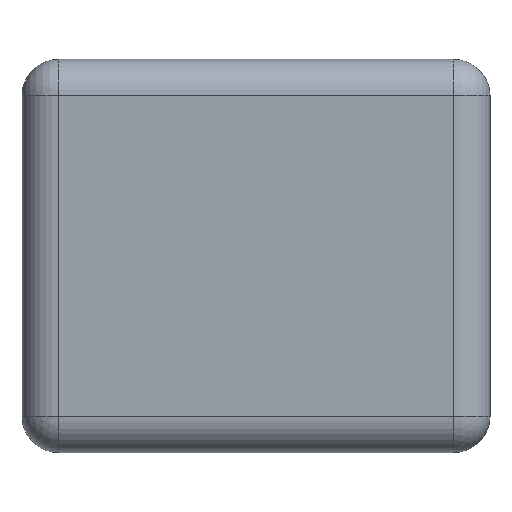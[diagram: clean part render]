
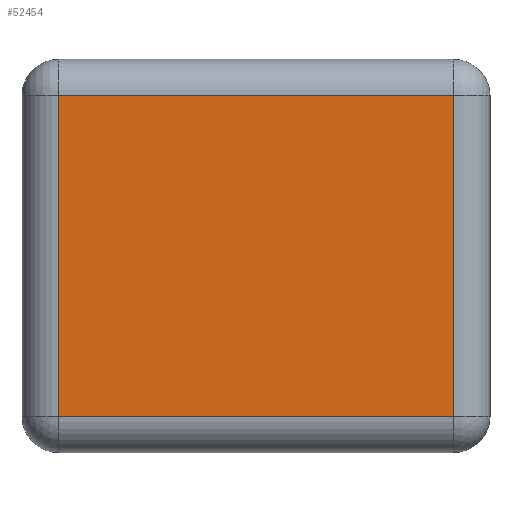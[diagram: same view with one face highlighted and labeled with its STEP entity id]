
A CAD part, front view. The second image highlights one B-rep face of the part: STEP entity #52454.
In plain terms, the highlighted planar face has unit normal (0, -1, 0).
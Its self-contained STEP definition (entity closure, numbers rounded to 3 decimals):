
#342 = EDGE_CURVE ( 'NONE', #70064, #68982, #74643, .T. ) ;
#863 = CARTESIAN_POINT ( 'NONE',  ( 433.631, -324.674, -351.535 ) ) ;
#2676 = CARTESIAN_POINT ( 'NONE',  ( 433.631, -324.674, -351.535 ) ) ;
#9429 = DIRECTION ( 'NONE',  ( 0., 0., 1. ) ) ;
#10470 = CARTESIAN_POINT ( 'NONE',  ( -433.631, -324.674, 351.535 ) ) ;
#12592 = ORIENTED_EDGE ( 'NONE', *, *, #46459, .T. ) ;
#17008 = DIRECTION ( 'NONE',  ( 1., 0., 0. ) ) ;
#17260 = AXIS2_PLACEMENT_3D ( 'NONE', #17304, #46568, #75826 ) ;
#17304 = CARTESIAN_POINT ( 'NONE',  ( 433.631, -324.674, -351.535 ) ) ;
#17710 = ORIENTED_EDGE ( 'NONE', *, *, #342, .T. ) ;
#18452 = LINE ( 'NONE', #63042, #76093 ) ;
#37221 = VECTOR ( 'NONE', #9429, 1000. ) ;
#41221 = DIRECTION ( 'NONE',  ( -1., 0., 0. ) ) ;
#41628 = EDGE_CURVE ( 'NONE', #91217, #70064, #73600, .T. ) ;
#44997 = CARTESIAN_POINT ( 'NONE',  ( 433.631, -324.674, 351.535 ) ) ;
#46459 = EDGE_CURVE ( 'NONE', #68982, #69011, #78171, .T. ) ;
#46568 = DIRECTION ( 'NONE',  ( 0., -1., 0. ) ) ;
#52454 = ADVANCED_FACE ( 'NONE', ( #90222 ), #83067, .T. ) ;
#53147 = EDGE_LOOP ( 'NONE', ( #57655, #63187, #17710, #12592 ) ) ;
#57655 = ORIENTED_EDGE ( 'NONE', *, *, #69481, .T. ) ;
#63042 = CARTESIAN_POINT ( 'NONE',  ( -433.631, -324.674, -351.535 ) ) ;
#63187 = ORIENTED_EDGE ( 'NONE', *, *, #41628, .T. ) ;
#66896 = CARTESIAN_POINT ( 'NONE',  ( -433.631, -324.674, -351.535 ) ) ;
#68982 = VERTEX_POINT ( 'NONE', #44997 ) ;
#69011 = VERTEX_POINT ( 'NONE', #10470 ) ;
#69481 = EDGE_CURVE ( 'NONE', #69011, #91217, #18452, .T. ) ;
#70064 = VERTEX_POINT ( 'NONE', #863 ) ;
#73600 = LINE ( 'NONE', #82763, #81517 ) ;
#74643 = LINE ( 'NONE', #2676, #37221 ) ;
#75826 = DIRECTION ( 'NONE',  ( 0., 0., -1. ) ) ;
#76056 = DIRECTION ( 'NONE',  ( 0., 0., -1. ) ) ;
#76093 = VECTOR ( 'NONE', #76056, 1000. ) ;
#78171 = LINE ( 'NONE', #92063, #87888 ) ;
#81517 = VECTOR ( 'NONE', #17008, 1000. ) ;
#82763 = CARTESIAN_POINT ( 'NONE',  ( 433.631, -324.674, -351.535 ) ) ;
#83067 = PLANE ( 'NONE',  #17260 ) ;
#87888 = VECTOR ( 'NONE', #41221, 1000. ) ;
#90222 = FACE_OUTER_BOUND ( 'NONE', #53147, .T. ) ;
#91217 = VERTEX_POINT ( 'NONE', #66896 ) ;
#92063 = CARTESIAN_POINT ( 'NONE',  ( 433.631, -324.674, 351.535 ) ) ;
